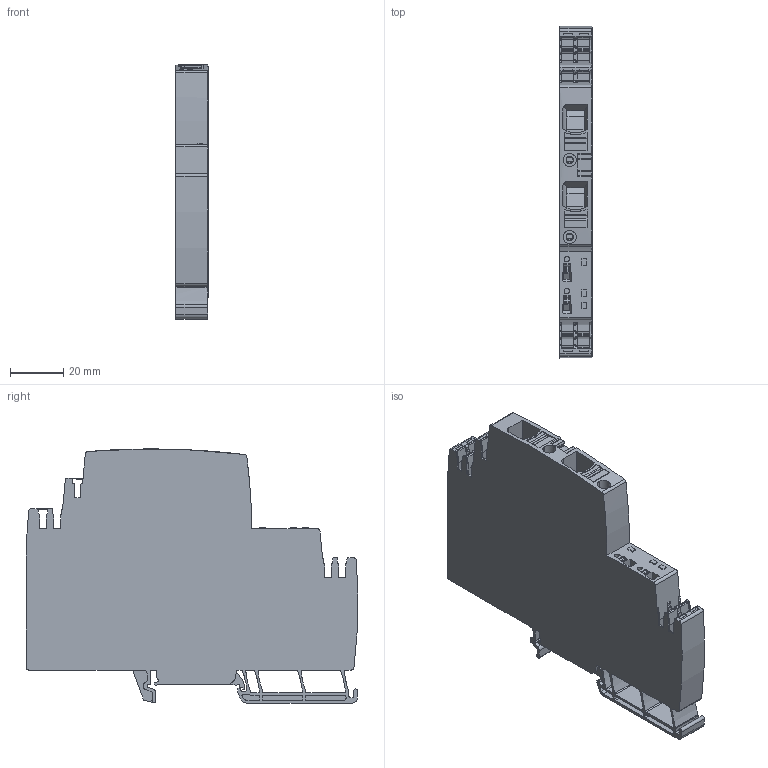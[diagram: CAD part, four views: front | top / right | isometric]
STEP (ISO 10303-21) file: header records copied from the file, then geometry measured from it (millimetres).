
FILE_DESCRIPTION(('CATIA V5 STEP Exchange','CAx-IF Rec.Pracs.--- Model Styling and Organization---1.5--- 2016-08-15','CAx-IF Rec.Pracs.---Supplemental Geometry---1.0---2011-11-01','CAx-IF Rec.Pracs.--- Composite Materials ---1.1---2010-07-15'),'2;1');
FILE_NAME ('8540950_6', '2025-02-21T06:05:47+00:00', ('none'), ('Weidmueller'), 'CATIA Version 5-6 Release 2022 SP4 HF5', 'CATIA V5 STEP AP214 v3', 'none');
FILE_SCHEMA(('AUTOMOTIVE_DESIGN { 1 0 10303 214 1 1 1 1 }'));
Length unit declared in the file: millimetre
Products named in the file (1): S3D_AMG_FIM-C
Bounding box: 12.2 x 125.07 x 95.75 mm (x, y, z)
Volume: 101993.3 mm3; surface area: 30691.9 mm2
Topology: 1 solids, 1 shells, 935 faces, 3049 edges, 2147 vertices
Faces by surface type: plane 504, cylinder 264, extrusion 167
Entity records: 36705 total; most frequent: CARTESIAN_POINT 10738, ORIENTED_EDGE 6098, DIRECTION 3699, EDGE_CURVE 3049, VECTOR 2180, VERTEX_POINT 2147, LINE 2013, AXIS2_PLACEMENT_3D 1019
